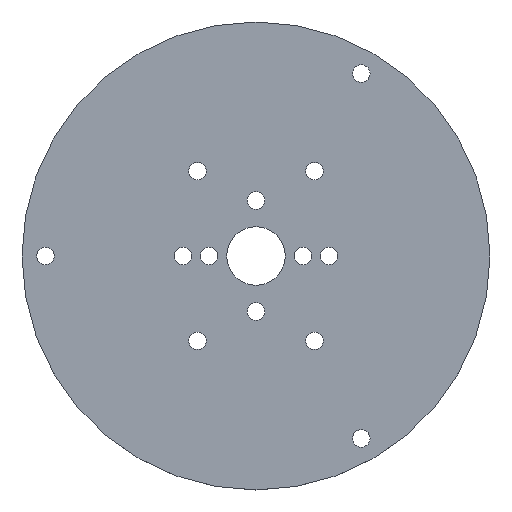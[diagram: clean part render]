
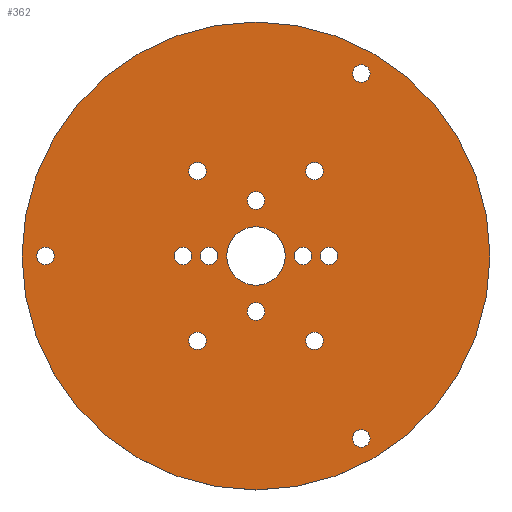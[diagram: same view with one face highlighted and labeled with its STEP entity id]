
A CAD part, top view. The second image highlights one B-rep face of the part: STEP entity #362.
In plain terms, the highlighted planar face has unit normal (0, 0, 1).
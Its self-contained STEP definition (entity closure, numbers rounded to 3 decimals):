
#15=FACE_BOUND('',#78,.T.);
#16=FACE_BOUND('',#79,.T.);
#17=FACE_BOUND('',#80,.T.);
#18=FACE_BOUND('',#81,.T.);
#19=FACE_BOUND('',#82,.T.);
#20=FACE_BOUND('',#83,.T.);
#21=FACE_BOUND('',#84,.T.);
#22=FACE_BOUND('',#85,.T.);
#23=FACE_BOUND('',#86,.T.);
#24=FACE_BOUND('',#87,.T.);
#25=FACE_BOUND('',#88,.T.);
#26=FACE_BOUND('',#89,.T.);
#27=FACE_BOUND('',#90,.T.);
#28=FACE_BOUND('',#91,.T.);
#43=PLANE('',#423);
#60=FACE_OUTER_BOUND('',#77,.T.);
#77=EDGE_LOOP('',(#302));
#78=EDGE_LOOP('',(#303));
#79=EDGE_LOOP('',(#304));
#80=EDGE_LOOP('',(#305));
#81=EDGE_LOOP('',(#306));
#82=EDGE_LOOP('',(#307));
#83=EDGE_LOOP('',(#308));
#84=EDGE_LOOP('',(#309));
#85=EDGE_LOOP('',(#310));
#86=EDGE_LOOP('',(#311));
#87=EDGE_LOOP('',(#312));
#88=EDGE_LOOP('',(#313));
#89=EDGE_LOOP('',(#314));
#90=EDGE_LOOP('',(#315));
#91=EDGE_LOOP('',(#316));
#137=CIRCLE('',#379,1.5);
#139=CIRCLE('',#382,1.5);
#141=CIRCLE('',#385,1.5);
#143=CIRCLE('',#388,1.5);
#145=CIRCLE('',#391,1.5);
#147=CIRCLE('',#394,1.5);
#149=CIRCLE('',#397,1.5);
#151=CIRCLE('',#400,1.5);
#153=CIRCLE('',#403,1.5);
#155=CIRCLE('',#406,1.5);
#157=CIRCLE('',#409,1.5);
#159=CIRCLE('',#412,1.5);
#161=CIRCLE('',#415,1.5);
#163=CIRCLE('',#418,5.);
#165=CIRCLE('',#421,40.);
#167=VERTEX_POINT('',#538);
#169=VERTEX_POINT('',#544);
#171=VERTEX_POINT('',#550);
#173=VERTEX_POINT('',#556);
#175=VERTEX_POINT('',#562);
#177=VERTEX_POINT('',#568);
#179=VERTEX_POINT('',#574);
#181=VERTEX_POINT('',#580);
#183=VERTEX_POINT('',#586);
#185=VERTEX_POINT('',#592);
#187=VERTEX_POINT('',#598);
#189=VERTEX_POINT('',#604);
#191=VERTEX_POINT('',#610);
#193=VERTEX_POINT('',#616);
#195=VERTEX_POINT('',#622);
#197=EDGE_CURVE('',#167,#167,#137,.T.);
#200=EDGE_CURVE('',#169,#169,#139,.T.);
#203=EDGE_CURVE('',#171,#171,#141,.T.);
#206=EDGE_CURVE('',#173,#173,#143,.T.);
#209=EDGE_CURVE('',#175,#175,#145,.T.);
#212=EDGE_CURVE('',#177,#177,#147,.T.);
#215=EDGE_CURVE('',#179,#179,#149,.T.);
#218=EDGE_CURVE('',#181,#181,#151,.T.);
#221=EDGE_CURVE('',#183,#183,#153,.T.);
#224=EDGE_CURVE('',#185,#185,#155,.T.);
#227=EDGE_CURVE('',#187,#187,#157,.T.);
#230=EDGE_CURVE('',#189,#189,#159,.T.);
#233=EDGE_CURVE('',#191,#191,#161,.T.);
#236=EDGE_CURVE('',#193,#193,#163,.T.);
#239=EDGE_CURVE('',#195,#195,#165,.T.);
#302=ORIENTED_EDGE('',*,*,#239,.T.);
#303=ORIENTED_EDGE('',*,*,#197,.T.);
#304=ORIENTED_EDGE('',*,*,#200,.T.);
#305=ORIENTED_EDGE('',*,*,#203,.T.);
#306=ORIENTED_EDGE('',*,*,#206,.T.);
#307=ORIENTED_EDGE('',*,*,#236,.T.);
#308=ORIENTED_EDGE('',*,*,#233,.T.);
#309=ORIENTED_EDGE('',*,*,#230,.T.);
#310=ORIENTED_EDGE('',*,*,#227,.T.);
#311=ORIENTED_EDGE('',*,*,#224,.T.);
#312=ORIENTED_EDGE('',*,*,#221,.T.);
#313=ORIENTED_EDGE('',*,*,#218,.T.);
#314=ORIENTED_EDGE('',*,*,#215,.T.);
#315=ORIENTED_EDGE('',*,*,#212,.T.);
#316=ORIENTED_EDGE('',*,*,#209,.T.);
#362=ADVANCED_FACE('',(#60,#15,#16,#17,#18,#19,#20,#21,#22,#23,#24,#25,
#26,#27,#28),#43,.T.);
#379=AXIS2_PLACEMENT_3D('',#539,#429,#430);
#382=AXIS2_PLACEMENT_3D('',#545,#436,#437);
#385=AXIS2_PLACEMENT_3D('',#551,#443,#444);
#388=AXIS2_PLACEMENT_3D('',#557,#450,#451);
#391=AXIS2_PLACEMENT_3D('',#563,#457,#458);
#394=AXIS2_PLACEMENT_3D('',#569,#464,#465);
#397=AXIS2_PLACEMENT_3D('',#575,#471,#472);
#400=AXIS2_PLACEMENT_3D('',#581,#478,#479);
#403=AXIS2_PLACEMENT_3D('',#587,#485,#486);
#406=AXIS2_PLACEMENT_3D('',#593,#492,#493);
#409=AXIS2_PLACEMENT_3D('',#599,#499,#500);
#412=AXIS2_PLACEMENT_3D('',#605,#506,#507);
#415=AXIS2_PLACEMENT_3D('',#611,#513,#514);
#418=AXIS2_PLACEMENT_3D('',#617,#520,#521);
#421=AXIS2_PLACEMENT_3D('',#623,#527,#528);
#423=AXIS2_PLACEMENT_3D('',#627,#532,#533);
#429=DIRECTION('center_axis',(0.,0.,-1.));
#430=DIRECTION('ref_axis',(-1.,0.,0.));
#436=DIRECTION('center_axis',(0.,0.,-1.));
#437=DIRECTION('ref_axis',(-1.,0.,0.));
#443=DIRECTION('center_axis',(0.,0.,-1.));
#444=DIRECTION('ref_axis',(-1.,0.,0.));
#450=DIRECTION('center_axis',(0.,0.,-1.));
#451=DIRECTION('ref_axis',(-1.,0.,0.));
#457=DIRECTION('center_axis',(0.,0.,-1.));
#458=DIRECTION('ref_axis',(1.,0.,0.));
#464=DIRECTION('center_axis',(0.,0.,-1.));
#465=DIRECTION('ref_axis',(1.,0.,0.));
#471=DIRECTION('center_axis',(0.,0.,-1.));
#472=DIRECTION('ref_axis',(1.,0.,0.));
#478=DIRECTION('center_axis',(0.,0.,-1.));
#479=DIRECTION('ref_axis',(1.,0.,0.));
#485=DIRECTION('center_axis',(0.,0.,-1.));
#486=DIRECTION('ref_axis',(1.,0.,0.));
#492=DIRECTION('center_axis',(0.,0.,-1.));
#493=DIRECTION('ref_axis',(1.,0.,0.));
#499=DIRECTION('center_axis',(0.,0.,-1.));
#500=DIRECTION('ref_axis',(1.,0.,0.));
#506=DIRECTION('center_axis',(0.,0.,-1.));
#507=DIRECTION('ref_axis',(1.,0.,0.));
#513=DIRECTION('center_axis',(0.,0.,-1.));
#514=DIRECTION('ref_axis',(1.,0.,0.));
#520=DIRECTION('center_axis',(0.,0.,-1.));
#521=DIRECTION('ref_axis',(1.,0.,0.));
#527=DIRECTION('center_axis',(0.,0.,1.));
#528=DIRECTION('ref_axis',(1.,0.,0.));
#532=DIRECTION('center_axis',(0.,0.,1.));
#533=DIRECTION('ref_axis',(1.,0.,0.));
#538=CARTESIAN_POINT('',(11.5,14.5,2.5));
#539=CARTESIAN_POINT('Origin',(10.,14.5,2.5));
#544=CARTESIAN_POINT('',(11.5,-14.5,2.5));
#545=CARTESIAN_POINT('Origin',(10.,-14.5,2.5));
#550=CARTESIAN_POINT('',(-8.5,14.5,2.5));
#551=CARTESIAN_POINT('Origin',(-10.,14.5,2.5));
#556=CARTESIAN_POINT('',(-8.5,-14.5,2.5));
#557=CARTESIAN_POINT('Origin',(-10.,-14.5,2.5));
#562=CARTESIAN_POINT('',(16.5,31.177,2.5));
#563=CARTESIAN_POINT('Origin',(18.,31.177,2.5));
#568=CARTESIAN_POINT('',(16.5,-31.177,2.5));
#569=CARTESIAN_POINT('Origin',(18.,-31.177,2.5));
#574=CARTESIAN_POINT('',(-37.5,0.,2.5));
#575=CARTESIAN_POINT('Origin',(-36.,0.,2.5));
#580=CARTESIAN_POINT('',(-1.5,-9.5,2.5));
#581=CARTESIAN_POINT('Origin',(0.,-9.5,2.5));
#586=CARTESIAN_POINT('',(11.,0.,2.5));
#587=CARTESIAN_POINT('Origin',(12.5,0.,2.5));
#592=CARTESIAN_POINT('',(6.5,0.,2.5));
#593=CARTESIAN_POINT('Origin',(8.,0.,2.5));
#598=CARTESIAN_POINT('',(-14.,0.,2.5));
#599=CARTESIAN_POINT('Origin',(-12.5,0.,2.5));
#604=CARTESIAN_POINT('',(-9.5,0.,2.5));
#605=CARTESIAN_POINT('Origin',(-8.,0.,2.5));
#610=CARTESIAN_POINT('',(-1.5,9.5,2.5));
#611=CARTESIAN_POINT('Origin',(0.,9.5,2.5));
#616=CARTESIAN_POINT('',(-5.,0.,2.5));
#617=CARTESIAN_POINT('Origin',(0.,0.,2.5));
#622=CARTESIAN_POINT('',(-40.,0.,2.5));
#623=CARTESIAN_POINT('Origin',(0.,0.,2.5));
#627=CARTESIAN_POINT('Origin',(0.,0.,2.5));
